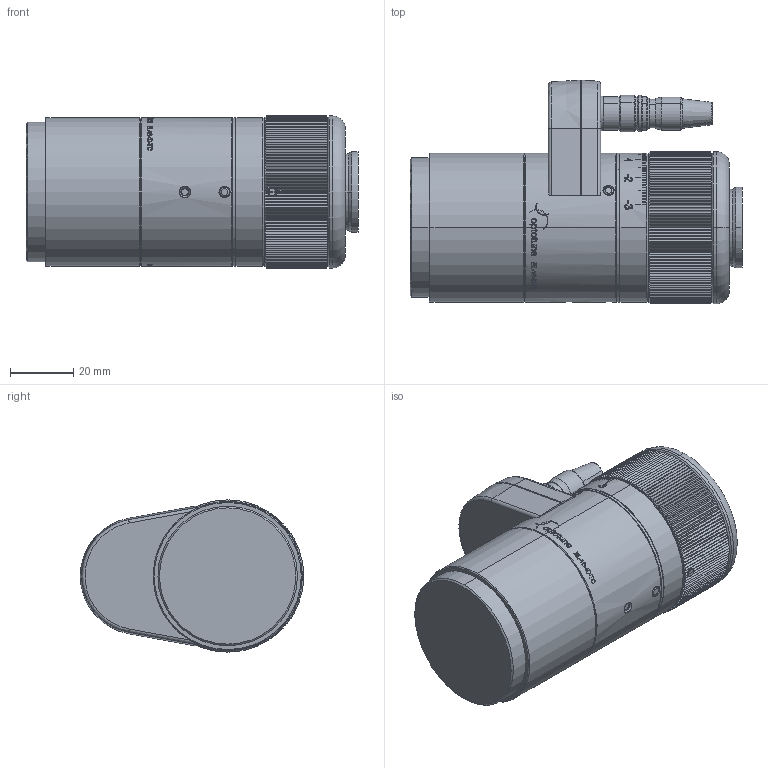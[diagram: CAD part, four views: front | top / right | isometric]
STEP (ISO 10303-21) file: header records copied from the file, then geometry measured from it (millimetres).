
FILE_DESCRIPTION (( 'STEP AP203' ), '1' );
FILE_NAME ('S5VPJ0305.STEP', '2021-11-12T10:46:54', ( '' ), ( '' ), 'SwSTEP 2.0', 'SolidWorks 2021', '' );
FILE_SCHEMA (( 'CONFIG_CONTROL_DESIGN' ));
Products named in the file (1): S5VPJ0305
Bounding box: 104.74 x 70.5 x 48 mm (x, y, z)
Surface area: 28750 mm2 (no closed solid volume)
Topology: 0 solids, 9 shells, 2708 faces, 7210 edges, 4611 vertices
Faces by surface type: plane 1159, cylinder 720, cone 402, bspline 247, torus 180
Entity records: 117149 total; most frequent: CARTESIAN_POINT 53406, ORIENTED_EDGE 14404, DIRECTION 11561, EDGE_CURVE 7210, VERTEX_POINT 4611, AXIS2_PLACEMENT_3D 4002, LINE 3557, VECTOR 3557
